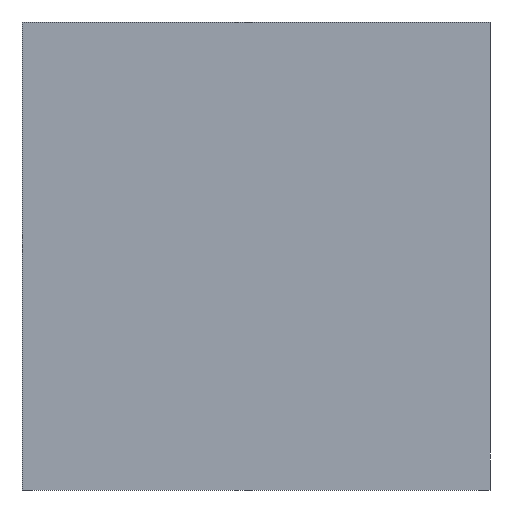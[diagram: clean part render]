
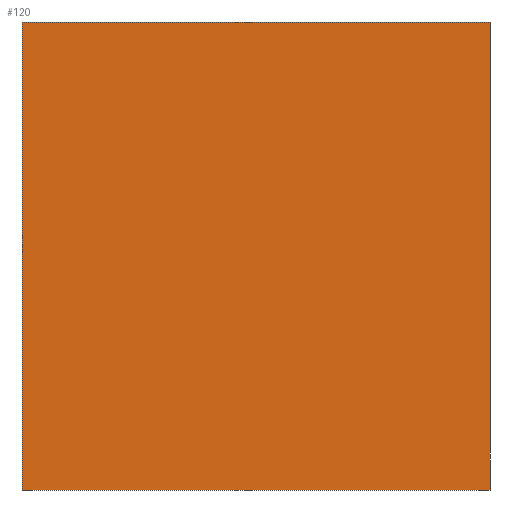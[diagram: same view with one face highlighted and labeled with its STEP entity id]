
A CAD part, front view. The second image highlights one B-rep face of the part: STEP entity #120.
In plain terms, the highlighted planar face has unit normal (0, -1, 0).
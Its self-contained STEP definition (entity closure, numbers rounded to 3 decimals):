
#120 = ADVANCED_FACE( '', ( #275 ), #276, .F. );
#275 = FACE_OUTER_BOUND( '', #483, .T. );
#276 = PLANE( '', #484 );
#483 = EDGE_LOOP( '', ( #907, #908, #909, #910 ) );
#484 = AXIS2_PLACEMENT_3D( '', #911, #912, #913 );
#907 = ORIENTED_EDGE( '', *, *, #1182, .T. );
#908 = ORIENTED_EDGE( '', *, *, #1125, .F. );
#909 = ORIENTED_EDGE( '', *, *, #1116, .F. );
#910 = ORIENTED_EDGE( '', *, *, #1173, .T. );
#911 = CARTESIAN_POINT( '', ( 400., 0., 800. ) );
#912 = DIRECTION( '', ( 0., 1., 0. ) );
#913 = DIRECTION( '', ( 0., 0., 1. ) );
#1116 = EDGE_CURVE( '', #1299, #1301, #1302, .T. );
#1125 = EDGE_CURVE( '', #1301, #1315, #1317, .T. );
#1173 = EDGE_CURVE( '', #1299, #1389, #1391, .T. );
#1182 = EDGE_CURVE( '', #1389, #1315, #1407, .T. );
#1299 = VERTEX_POINT( '', #1572 );
#1301 = VERTEX_POINT( '', #1575 );
#1302 = LINE( '', #1576, #1577 );
#1315 = VERTEX_POINT( '', #1591 );
#1317 = LINE( '', #1594, #1595 );
#1389 = VERTEX_POINT( '', #1685 );
#1391 = LINE( '', #1688, #1689 );
#1407 = LINE( '', #1707, #1708 );
#1572 = CARTESIAN_POINT( '', ( 400., 0., 800. ) );
#1575 = CARTESIAN_POINT( '', ( 400., 0., 0. ) );
#1576 = CARTESIAN_POINT( '', ( 400., 0., 800. ) );
#1577 = VECTOR( '', #1832, 1000. );
#1591 = CARTESIAN_POINT( '', ( -400., 0., 0. ) );
#1594 = CARTESIAN_POINT( '', ( 400., 0., 0. ) );
#1595 = VECTOR( '', #1853, 1000. );
#1685 = CARTESIAN_POINT( '', ( -400., 0., 800. ) );
#1688 = CARTESIAN_POINT( '', ( 400., 0., 800. ) );
#1689 = VECTOR( '', #1957, 1000. );
#1707 = CARTESIAN_POINT( '', ( -400., 0., 800. ) );
#1708 = VECTOR( '', #1978, 1000. );
#1832 = DIRECTION( '', ( 0., 0., -1. ) );
#1853 = DIRECTION( '', ( -1., 0., 0. ) );
#1957 = DIRECTION( '', ( -1., 0., 0. ) );
#1978 = DIRECTION( '', ( 0., 0., -1. ) );
